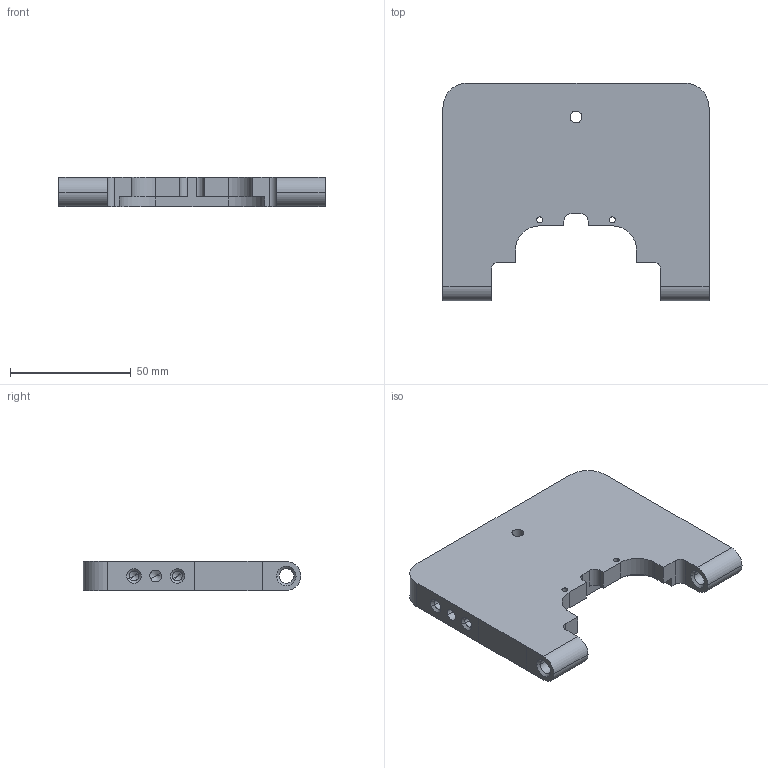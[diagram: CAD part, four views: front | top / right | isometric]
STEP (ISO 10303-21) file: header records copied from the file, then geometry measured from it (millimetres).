
FILE_DESCRIPTION(('CATIA V5 STEP','CAx-IF Rec.Pracs.--- Model Styling and Organization---1.2---2011-12-15'),'2;1');
FILE_NAME('Plaque d''appui.stp','2020-04-27T13:10:42+00:00',('none'),('none'),'CATIA Version 5-6 Release 2014 SP4 HF109','CATIA V5 STEP AP214','none');
FILE_SCHEMA(('AUTOMOTIVE_DESIGN { 1 0 10303 214 1 1 1 1 }'));
Length unit declared in the file: millimetre
Products named in the file (1): Plaque d'appui
Bounding box: 110 x 90 x 12 mm (x, y, z)
Volume: 91247.4 mm3; surface area: 22867.7 mm2
Topology: 1 solids, 1 shells, 91 faces, 237 edges, 142 vertices
Faces by surface type: cylinder 36, cone 30, plane 25
Entity records: 2515 total; most frequent: ORIENTED_EDGE 450, CARTESIAN_POINT 431, DIRECTION 351, EDGE_CURVE 225, AXIS2_PLACEMENT_3D 154, VERTEX_POINT 142, VECTOR 135, LINE 135
